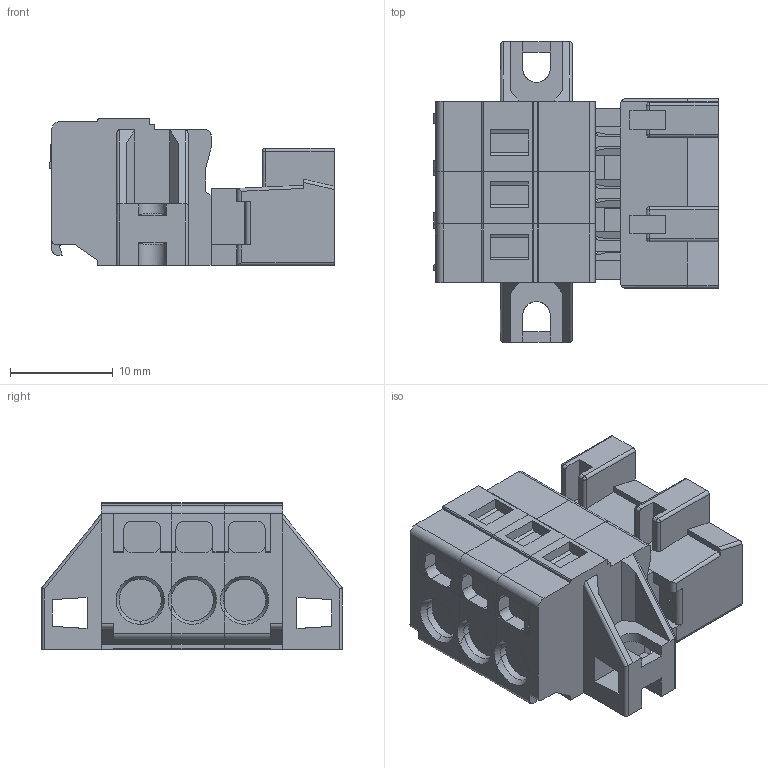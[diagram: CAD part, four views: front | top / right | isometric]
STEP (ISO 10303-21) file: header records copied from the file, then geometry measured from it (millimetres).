
FILE_DESCRIPTION((''),'2;1');
FILE_NAME('8EDGKRMB-5_08-03P-11-01A_H_','2020-06-12T',('Administrator'),(''),'PRO/ENGINEER BY PARAMETRIC TECHNOLOGY CORPORATION, 2014000','PRO/ENGINEER BY PARAMETRIC TECHNOLOGY CORPORATION, 2014000','');
FILE_SCHEMA(('CONFIG_CONTROL_DESIGN'));
Length unit declared in the file: millimetre
Products named in the file (1): 8EDGKRMB-5_08-03P-11-01A_H_
Bounding box: 27.7 x 29.24 x 14.3 mm (x, y, z)
Volume: 5190.6 mm3; surface area: 3983.7 mm2
Topology: 2 solids, 59 shells, 1053 faces, 2679 edges, 1724 vertices
Faces by surface type: plane 623, cylinder 265, cone 155, sphere 8, torus 2
Entity records: 31930 total; most frequent: CARTESIAN_POINT 5995, DIRECTION 5422, ORIENTED_EDGE 5342, EDGE_CURVE 2671, VECTOR 1826, LINE 1826, AXIS2_PLACEMENT_3D 1798, VERTEX_POINT 1724
